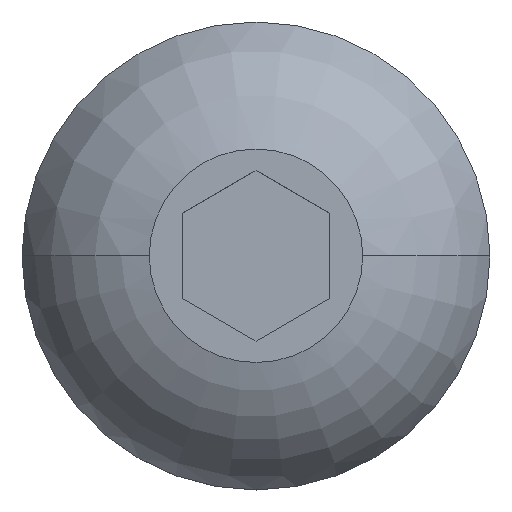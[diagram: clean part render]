
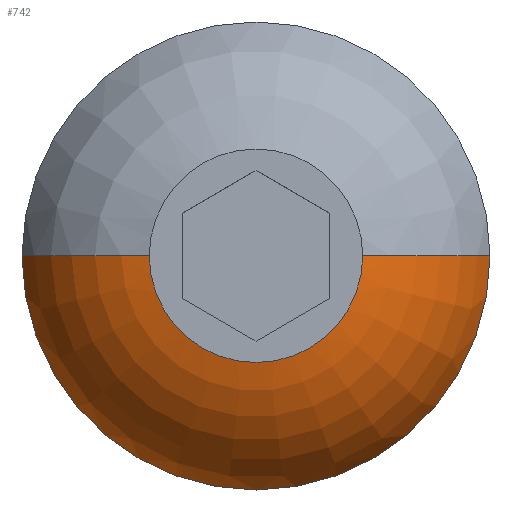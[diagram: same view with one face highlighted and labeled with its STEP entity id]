
A CAD part, top view. The second image highlights one B-rep face of the part: STEP entity #742.
In plain terms, the highlighted toroidal (fillet/blend) face has major radius 1.424 mm and minor radius 3.539 mm.
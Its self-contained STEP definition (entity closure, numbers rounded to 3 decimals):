
#20 = FACE_OUTER_BOUND ( 'NONE', #230, .T. ) ;
#37 = CIRCLE ( 'NONE', #270, 4.75 ) ;
#48 = DIRECTION ( 'NONE',  ( 0., 0., -1. ) ) ;
#67 = CARTESIAN_POINT ( 'NONE',  ( -1.424, 0., -0.711 ) ) ;
#85 = ORIENTED_EDGE ( 'NONE', *, *, #705, .F. ) ;
#111 = TOROIDAL_SURFACE ( 'NONE', #421, 1.424, 3.539 ) ;
#120 = CIRCLE ( 'NONE', #225, 3.539 ) ;
#128 = DIRECTION ( 'NONE',  ( 0., -1., 0. ) ) ;
#140 = CARTESIAN_POINT ( 'NONE',  ( 0., 0., 2.75 ) ) ;
#159 = CARTESIAN_POINT ( 'NONE',  ( -2.167, 0., 2.75 ) ) ;
#187 = DIRECTION ( 'NONE',  ( -1., 0., 0. ) ) ;
#202 = VERTEX_POINT ( 'NONE', #649 ) ;
#209 = DIRECTION ( 'NONE',  ( 0., 1., 0. ) ) ;
#214 = CARTESIAN_POINT ( 'NONE',  ( 4.75, 0., 0.5 ) ) ;
#215 = AXIS2_PLACEMENT_3D ( 'NONE', #140, #383, #272 ) ;
#225 = AXIS2_PLACEMENT_3D ( 'NONE', #67, #128, #596 ) ;
#230 = EDGE_LOOP ( 'NONE', ( #289, #529, #516, #85 ) ) ;
#270 = AXIS2_PLACEMENT_3D ( 'NONE', #776, #419, #769 ) ;
#272 = DIRECTION ( 'NONE',  ( -1., 0., 0. ) ) ;
#289 = ORIENTED_EDGE ( 'NONE', *, *, #568, .F. ) ;
#352 = CIRCLE ( 'NONE', #215, 2.167 ) ;
#365 = AXIS2_PLACEMENT_3D ( 'NONE', #454, #209, #630 ) ;
#376 = EDGE_CURVE ( 'NONE', #453, #627, #352, .T. ) ;
#383 = DIRECTION ( 'NONE',  ( 0., 0., 1. ) ) ;
#419 = DIRECTION ( 'NONE',  ( 0., 0., -1. ) ) ;
#421 = AXIS2_PLACEMENT_3D ( 'NONE', #768, #48, #187 ) ;
#453 = VERTEX_POINT ( 'NONE', #159 ) ;
#454 = CARTESIAN_POINT ( 'NONE',  ( 1.424, 0., -0.711 ) ) ;
#462 = VERTEX_POINT ( 'NONE', #214 ) ;
#516 = ORIENTED_EDGE ( 'NONE', *, *, #775, .T. ) ;
#517 = CIRCLE ( 'NONE', #365, 3.539 ) ;
#529 = ORIENTED_EDGE ( 'NONE', *, *, #376, .F. ) ;
#568 = EDGE_CURVE ( 'NONE', #627, #462, #517, .T. ) ;
#596 = DIRECTION ( 'NONE',  ( 0., 0., -1. ) ) ;
#627 = VERTEX_POINT ( 'NONE', #696 ) ;
#630 = DIRECTION ( 'NONE',  ( -1., 0., 0. ) ) ;
#649 = CARTESIAN_POINT ( 'NONE',  ( -4.75, 0., 0.5 ) ) ;
#696 = CARTESIAN_POINT ( 'NONE',  ( 2.167, 0., 2.75 ) ) ;
#705 = EDGE_CURVE ( 'NONE', #462, #202, #37, .T. ) ;
#742 = ADVANCED_FACE ( 'NONE', ( #20 ), #111, .T. ) ;
#768 = CARTESIAN_POINT ( 'NONE',  ( 0., 0., -0.711 ) ) ;
#769 = DIRECTION ( 'NONE',  ( -1., 0., 0. ) ) ;
#775 = EDGE_CURVE ( 'NONE', #453, #202, #120, .T. ) ;
#776 = CARTESIAN_POINT ( 'NONE',  ( 0., 0., 0.5 ) ) ;
